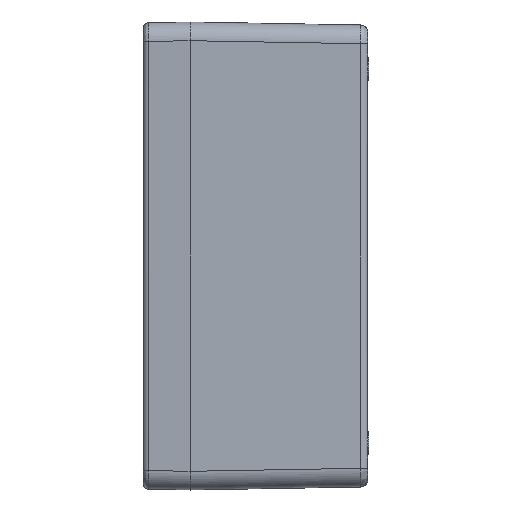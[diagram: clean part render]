
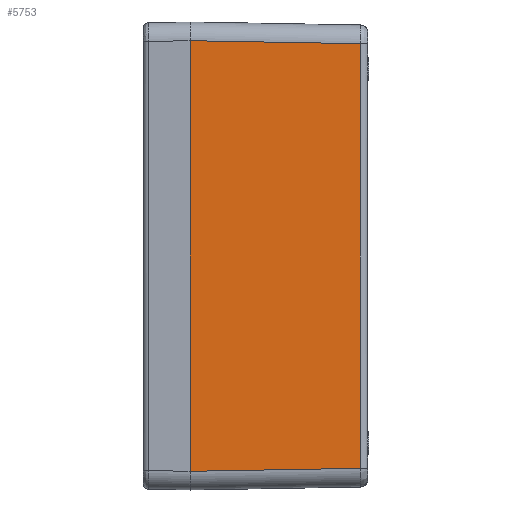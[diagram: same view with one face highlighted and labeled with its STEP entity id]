
A CAD part, left-side view. The second image highlights one B-rep face of the part: STEP entity #5753.
In plain terms, the highlighted planar face has unit normal (-1, -0.018, 0).
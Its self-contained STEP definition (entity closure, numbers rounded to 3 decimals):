
#584 = EDGE_CURVE ( 'NONE', #6761, #4663, #1407, .T. ) ;
#625 = CARTESIAN_POINT ( 'NONE',  ( -198.41, -91.07, -113.412 ) ) ;
#1407 = B_SPLINE_CURVE_WITH_KNOTS ( 'NONE', 3,
 ( #8349, #3240, #7333, #6512 ),
 .UNSPECIFIED., .F., .F.,
 ( 4, 4 ),
 ( 0., 1. ),
 .UNSPECIFIED. ) ;
#1903 = VERTEX_POINT ( 'NONE', #7121 ) ;
#2245 = CARTESIAN_POINT ( 'NONE',  ( -200., 0., -132.226 ) ) ;
#2402 = B_SPLINE_CURVE_WITH_KNOTS ( 'NONE', 3,
 ( #6976, #7240, #4234, #9154 ),
 .UNSPECIFIED., .F., .F.,
 ( 4, 4 ),
 ( 0., 1. ),
 .UNSPECIFIED. ) ;
#2415 = DIRECTION ( 'NONE',  ( 0., 0., -1. ) ) ;
#2639 = EDGE_CURVE ( 'NONE', #6395, #4663, #2402, .T. ) ;
#3153 = EDGE_CURVE ( 'NONE', #1903, #6761, #5944, .T. ) ;
#3240 = CARTESIAN_POINT ( 'NONE',  ( -198.41, -91.07, -37.804 ) ) ;
#3419 = CARTESIAN_POINT ( 'NONE',  ( -198.41, -91.07, 113.412 ) ) ;
#3944 = ORIENTED_EDGE ( 'NONE', *, *, #3153, .T. ) ;
#4234 = CARTESIAN_POINT ( 'NONE',  ( -198.94, -60.713, 113.942 ) ) ;
#4380 = AXIS2_PLACEMENT_3D ( 'NONE', #2245, #5305, #12531 ) ;
#4663 = VERTEX_POINT ( 'NONE', #3419 ) ;
#5305 = DIRECTION ( 'NONE',  ( -1., -0.017, 0. ) ) ;
#5399 = CARTESIAN_POINT ( 'NONE',  ( -199.47, -30.357, -114.472 ) ) ;
#5753 = ADVANCED_FACE ( 'NONE', ( #6246 ), #12730, .T. ) ;
#5944 = B_SPLINE_CURVE_WITH_KNOTS ( 'NONE', 3,
 ( #9748, #5399, #10516, #9473 ),
 .UNSPECIFIED., .F., .F.,
 ( 4, 4 ),
 ( 0., 1. ),
 .UNSPECIFIED. ) ;
#6246 = FACE_OUTER_BOUND ( 'NONE', #8948, .T. ) ;
#6271 = VECTOR ( 'NONE', #2415, 1000. ) ;
#6395 = VERTEX_POINT ( 'NONE', #11269 ) ;
#6512 = CARTESIAN_POINT ( 'NONE',  ( -198.41, -91.07, 113.412 ) ) ;
#6761 = VERTEX_POINT ( 'NONE', #625 ) ;
#6794 = ORIENTED_EDGE ( 'NONE', *, *, #8688, .T. ) ;
#6976 = CARTESIAN_POINT ( 'NONE',  ( -200., 0., 115.002 ) ) ;
#7121 = CARTESIAN_POINT ( 'NONE',  ( -200., 0., -115.002 ) ) ;
#7240 = CARTESIAN_POINT ( 'NONE',  ( -199.47, -30.357, 114.472 ) ) ;
#7333 = CARTESIAN_POINT ( 'NONE',  ( -198.41, -91.07, 37.804 ) ) ;
#8110 = ORIENTED_EDGE ( 'NONE', *, *, #584, .T. ) ;
#8349 = CARTESIAN_POINT ( 'NONE',  ( -198.41, -91.07, -113.412 ) ) ;
#8688 = EDGE_CURVE ( 'NONE', #6395, #1903, #12829, .T. ) ;
#8803 = CARTESIAN_POINT ( 'NONE',  ( -200., 0., 115.002 ) ) ;
#8948 = EDGE_LOOP ( 'NONE', ( #12156, #6794, #3944, #8110 ) ) ;
#9154 = CARTESIAN_POINT ( 'NONE',  ( -198.41, -91.07, 113.412 ) ) ;
#9473 = CARTESIAN_POINT ( 'NONE',  ( -198.41, -91.07, -113.412 ) ) ;
#9748 = CARTESIAN_POINT ( 'NONE',  ( -200., 0., -115.002 ) ) ;
#10516 = CARTESIAN_POINT ( 'NONE',  ( -198.94, -60.713, -113.942 ) ) ;
#11269 = CARTESIAN_POINT ( 'NONE',  ( -200., 0., 115.002 ) ) ;
#12156 = ORIENTED_EDGE ( 'NONE', *, *, #2639, .F. ) ;
#12531 = DIRECTION ( 'NONE',  ( -0.017, 1., 0. ) ) ;
#12730 = PLANE ( 'NONE',  #4380 ) ;
#12829 = LINE ( 'NONE', #8803, #6271 ) ;
